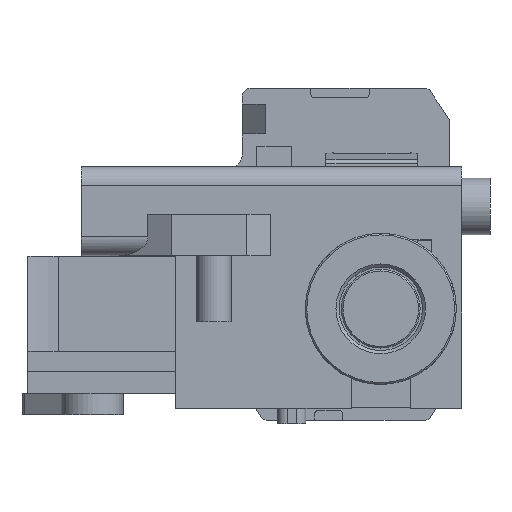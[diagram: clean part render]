
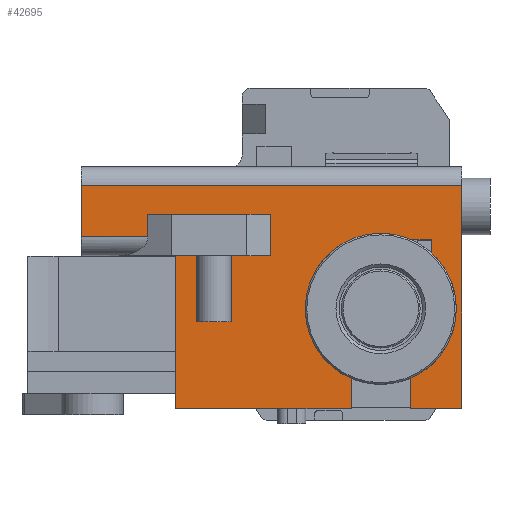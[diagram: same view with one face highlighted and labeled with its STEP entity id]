
A CAD part, top view. The second image highlights one B-rep face of the part: STEP entity #42695.
In plain terms, the highlighted planar face has unit normal (0, 0, 1).
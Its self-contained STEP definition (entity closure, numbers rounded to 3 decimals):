
#3915=ORIENTED_EDGE('',*,*,#13132,.F.);
#3916=ORIENTED_EDGE('',*,*,#13187,.T.);
#3917=ORIENTED_EDGE('',*,*,#13179,.F.);
#3918=ORIENTED_EDGE('',*,*,#13188,.T.);
#3919=ORIENTED_EDGE('',*,*,#13189,.F.);
#3920=ORIENTED_EDGE('',*,*,#13190,.F.);
#3921=ORIENTED_EDGE('',*,*,#13191,.T.);
#3922=ORIENTED_EDGE('',*,*,#13192,.T.);
#3923=ORIENTED_EDGE('',*,*,#13193,.F.);
#3924=ORIENTED_EDGE('',*,*,#13194,.T.);
#3925=ORIENTED_EDGE('',*,*,#13195,.T.);
#3926=ORIENTED_EDGE('',*,*,#13079,.T.);
#3927=ORIENTED_EDGE('',*,*,#13069,.T.);
#3928=ORIENTED_EDGE('',*,*,#13152,.F.);
#3929=ORIENTED_EDGE('',*,*,#13128,.T.);
#3930=ORIENTED_EDGE('',*,*,#13126,.T.);
#3931=ORIENTED_EDGE('',*,*,#13096,.T.);
#3932=ORIENTED_EDGE('',*,*,#13196,.T.);
#3933=ORIENTED_EDGE('',*,*,#13197,.T.);
#3934=ORIENTED_EDGE('',*,*,#13198,.T.);
#3935=ORIENTED_EDGE('',*,*,#13199,.T.);
#3936=ORIENTED_EDGE('',*,*,#13200,.T.);
#3937=ORIENTED_EDGE('',*,*,#13201,.T.);
#3938=ORIENTED_EDGE('',*,*,#13175,.F.);
#13069=EDGE_CURVE('',#17728,#17727,#19901,.T.);
#13079=EDGE_CURVE('',#17737,#17728,#19910,.T.);
#13096=EDGE_CURVE('',#17754,#17753,#19927,.T.);
#13126=EDGE_CURVE('',#17777,#17754,#19957,.T.);
#13128=EDGE_CURVE('',#17779,#17777,#19959,.T.);
#13132=EDGE_CURVE('',#17781,#17782,#19961,.T.);
#13152=EDGE_CURVE('',#17779,#17727,#19973,.T.);
#13175=EDGE_CURVE('',#17782,#17808,#19996,.T.);
#13179=EDGE_CURVE('',#17811,#17812,#19998,.T.);
#13187=EDGE_CURVE('',#17781,#17812,#20004,.F.);
#13188=EDGE_CURVE('',#17811,#17815,#20005,.T.);
#13189=EDGE_CURVE('',#17816,#17815,#20006,.T.);
#13190=EDGE_CURVE('',#17817,#17816,#20007,.T.);
#13191=EDGE_CURVE('',#17817,#17818,#20008,.T.);
#13192=EDGE_CURVE('',#17818,#17819,#20009,.T.);
#13193=EDGE_CURVE('',#17820,#17819,#20010,.T.);
#13194=EDGE_CURVE('',#17820,#17821,#20011,.T.);
#13195=EDGE_CURVE('',#17821,#17737,#20012,.T.);
#13196=EDGE_CURVE('',#17753,#17822,#20013,.T.);
#13197=EDGE_CURVE('',#17822,#17823,#20014,.T.);
#13198=EDGE_CURVE('',#17823,#17824,#20015,.T.);
#13199=EDGE_CURVE('',#17824,#17825,#20016,.T.);
#13200=EDGE_CURVE('',#17825,#17826,#20017,.T.);
#13201=EDGE_CURVE('',#17826,#17808,#20018,.T.);
#17727=VERTEX_POINT('',#59714);
#17728=VERTEX_POINT('',#59716);
#17737=VERTEX_POINT('',#59737);
#17753=VERTEX_POINT('',#59772);
#17754=VERTEX_POINT('',#59774);
#17777=VERTEX_POINT('',#59831);
#17779=VERTEX_POINT('',#59838);
#17781=VERTEX_POINT('',#59844);
#17782=VERTEX_POINT('',#59846);
#17808=VERTEX_POINT('',#59926);
#17811=VERTEX_POINT('',#59934);
#17812=VERTEX_POINT('',#59936);
#17815=VERTEX_POINT('',#59950);
#17816=VERTEX_POINT('',#59952);
#17817=VERTEX_POINT('',#59954);
#17818=VERTEX_POINT('',#59956);
#17819=VERTEX_POINT('',#59958);
#17820=VERTEX_POINT('',#59960);
#17821=VERTEX_POINT('',#59962);
#17822=VERTEX_POINT('',#59965);
#17823=VERTEX_POINT('',#59967);
#17824=VERTEX_POINT('',#59969);
#17825=VERTEX_POINT('',#59971);
#17826=VERTEX_POINT('',#59973);
#19901=LINE('',#59715,#22407);
#19910=LINE('',#59736,#22416);
#19927=LINE('',#59773,#22433);
#19957=LINE('',#59833,#22463);
#19959=LINE('',#59837,#22465);
#19961=LINE('',#59845,#22467);
#19973=LINE('',#59885,#22479);
#19996=LINE('',#59927,#22502);
#19998=LINE('',#59935,#22504);
#20004=LINE('',#59948,#22510);
#20005=LINE('',#59949,#22511);
#20006=LINE('',#59951,#22512);
#20007=LINE('',#59953,#22513);
#20008=LINE('',#59955,#22514);
#20009=LINE('',#59957,#22515);
#20010=LINE('',#59959,#22516);
#20011=LINE('',#59961,#22517);
#20012=LINE('',#59963,#22518);
#20013=LINE('',#59964,#22519);
#20014=LINE('',#59966,#22520);
#20015=LINE('',#59968,#22521);
#20016=LINE('',#59970,#22522);
#20017=LINE('',#59972,#22523);
#20018=LINE('',#59974,#22524);
#22407=VECTOR('',#46677,1000.);
#22416=VECTOR('',#46692,1000.);
#22433=VECTOR('',#46715,1000.);
#22463=VECTOR('',#46757,1000.);
#22465=VECTOR('',#46761,1000.);
#22467=VECTOR('',#46769,1000.);
#22479=VECTOR('',#46801,1000.);
#22502=VECTOR('',#46844,1000.);
#22504=VECTOR('',#46852,1000.);
#22510=VECTOR('',#46866,1000.);
#22511=VECTOR('',#46867,1000.);
#22512=VECTOR('',#46868,1000.);
#22513=VECTOR('',#46869,1000.);
#22514=VECTOR('',#46870,1000.);
#22515=VECTOR('',#46871,1000.);
#22516=VECTOR('',#46872,1000.);
#22517=VECTOR('',#46873,1000.);
#22518=VECTOR('',#46874,1000.);
#22519=VECTOR('',#46875,1000.);
#22520=VECTOR('',#46876,1000.);
#22521=VECTOR('',#46877,1000.);
#22522=VECTOR('',#46878,1000.);
#22523=VECTOR('',#46879,1000.);
#22524=VECTOR('',#46880,1000.);
#24812=EDGE_LOOP('',(#3915,#3916,#3917,#3918,#3919,#3920,#3921,#3922,#3923,
#3924,#3925,#3926,#3927,#3928,#3929,#3930,#3931,#3932,#3933,#3934,#3935,
#3936,#3937,#3938));
#26919=FACE_BOUND('',#24812,.T.);
#28838=PLANE('',#44575);
#42695=ADVANCED_FACE('',(#26919),#28838,.F.);
#44575=AXIS2_PLACEMENT_3D('',#59947,#46864,#46865);
#46677=DIRECTION('',(0.,-1.,0.));
#46692=DIRECTION('',(-1.,0.,0.));
#46715=DIRECTION('',(0.,1.,0.));
#46757=DIRECTION('',(-1.,0.,0.));
#46761=DIRECTION('',(0.,1.,0.));
#46769=DIRECTION('',(0.,-1.,0.));
#46801=DIRECTION('',(-1.,0.,0.));
#46844=DIRECTION('',(-1.,0.,0.));
#46852=DIRECTION('',(0.,1.,0.));
#46864=DIRECTION('',(0.,0.,-1.));
#46865=DIRECTION('',(-1.,0.,0.));
#46866=DIRECTION('',(1.,0.,0.));
#46867=DIRECTION('',(1.,0.,0.));
#46868=DIRECTION('',(0.,-1.,0.));
#46869=DIRECTION('',(-1.,0.,0.));
#46870=DIRECTION('',(0.,-1.,0.));
#46871=DIRECTION('',(-1.,0.,0.));
#46872=DIRECTION('',(0.,1.,0.));
#46873=DIRECTION('',(-1.,0.,0.));
#46874=DIRECTION('',(0.,1.,0.));
#46875=DIRECTION('',(1.,0.,0.));
#46876=DIRECTION('',(0.,1.,0.));
#46877=DIRECTION('',(1.,0.,0.));
#46878=DIRECTION('',(0.,-1.,0.));
#46879=DIRECTION('',(-1.,0.,0.));
#46880=DIRECTION('',(0.,-1.,0.));
#59714=CARTESIAN_POINT('',(-30.45,-38.4,106.2));
#59715=CARTESIAN_POINT('',(-30.45,10.1,106.2));
#59716=CARTESIAN_POINT('',(-30.45,10.1,106.2));
#59736=CARTESIAN_POINT('',(-0.35,10.1,106.2));
#59737=CARTESIAN_POINT('',(-23.85,10.1,106.2));
#59772=CARTESIAN_POINT('',(18.7,10.6,106.2));
#59773=CARTESIAN_POINT('',(18.7,10.6,106.2));
#59774=CARTESIAN_POINT('',(18.7,-21.4,106.2));
#59831=CARTESIAN_POINT('',(25.31,-21.4,106.2));
#59833=CARTESIAN_POINT('',(18.7,-21.4,106.2));
#59837=CARTESIAN_POINT('',(25.31,-21.4,106.2));
#59838=CARTESIAN_POINT('',(25.31,-38.4,106.2));
#59844=CARTESIAN_POINT('',(60.45,32.4,106.2));
#59845=CARTESIAN_POINT('',(60.45,38.4,106.2));
#59846=CARTESIAN_POINT('',(60.45,-38.4,106.2));
#59885=CARTESIAN_POINT('',(60.45,-38.4,106.2));
#59926=CARTESIAN_POINT('',(44.15,-38.4,106.2));
#59927=CARTESIAN_POINT('',(60.45,-38.4,106.2));
#59934=CARTESIAN_POINT('',(-60.45,16.1,106.2));
#59935=CARTESIAN_POINT('',(-60.45,-38.4,106.2));
#59936=CARTESIAN_POINT('',(-60.45,32.4,106.2));
#59947=CARTESIAN_POINT('',(0.,0.,106.2));
#59948=CARTESIAN_POINT('',(-60.45,32.4,106.2));
#59949=CARTESIAN_POINT('',(0.,16.1,106.2));
#59950=CARTESIAN_POINT('',(-39.25,16.1,106.2));
#59951=CARTESIAN_POINT('',(-39.25,23.2,106.2));
#59952=CARTESIAN_POINT('',(-39.25,23.2,106.2));
#59953=CARTESIAN_POINT('',(-0.35,23.2,106.2));
#59954=CARTESIAN_POINT('',(-0.35,23.2,106.2));
#59955=CARTESIAN_POINT('',(-0.35,23.2,106.2));
#59956=CARTESIAN_POINT('',(-0.35,10.1,106.2));
#59957=CARTESIAN_POINT('',(-0.35,10.1,106.2));
#59958=CARTESIAN_POINT('',(-12.85,10.1,106.2));
#59959=CARTESIAN_POINT('',(-12.85,-10.9,106.2));
#59960=CARTESIAN_POINT('',(-12.85,-10.9,106.2));
#59961=CARTESIAN_POINT('',(-12.85,-10.9,106.2));
#59962=CARTESIAN_POINT('',(-23.85,-10.9,106.2));
#59963=CARTESIAN_POINT('',(-23.85,-10.9,106.2));
#59964=CARTESIAN_POINT('',(31.7,10.6,106.2));
#59965=CARTESIAN_POINT('',(31.7,10.6,106.2));
#59966=CARTESIAN_POINT('',(31.7,15.2,106.2));
#59967=CARTESIAN_POINT('',(31.7,15.2,106.2));
#59968=CARTESIAN_POINT('',(50.76,15.2,106.2));
#59969=CARTESIAN_POINT('',(50.76,15.2,106.2));
#59970=CARTESIAN_POINT('',(50.76,-21.4,106.2));
#59971=CARTESIAN_POINT('',(50.76,-21.4,106.2));
#59972=CARTESIAN_POINT('',(44.15,-21.4,106.2));
#59973=CARTESIAN_POINT('',(44.15,-21.4,106.2));
#59974=CARTESIAN_POINT('',(44.15,-38.4,106.2));
